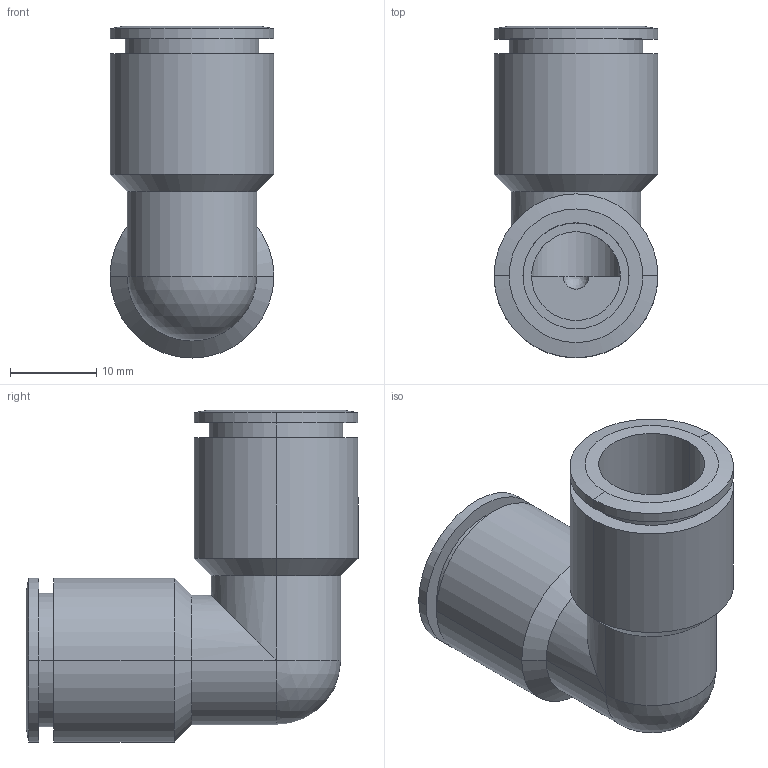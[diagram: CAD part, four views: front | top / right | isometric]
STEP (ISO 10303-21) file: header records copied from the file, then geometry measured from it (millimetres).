
FILE_DESCRIPTION((''),'2;1');
FILE_NAME('041200.stp','2003-05-26T16:46:59',('maffial1'),(''),'Autodesk Inventor (R) 6.0','Autodesk Inventor (R) 6.0','');
FILE_SCHEMA(('AUTOMOTIVE_DESIGN { 1 0 10303 214 1 1 1 1 }'));
Length unit declared in the file: millimetre
Products named in the file (1): 041200
Bounding box: 19 x 38.5 x 38.5 mm (x, y, z)
Volume: 7425.9 mm3; surface area: 6072 mm2
Topology: 1 solids, 1 shells, 44 faces, 92 edges, 54 vertices
Faces by surface type: cylinder 20, cone 8, plane 8, bspline 7, sphere 1
Entity records: 1247 total; most frequent: CARTESIAN_POINT 285, DIRECTION 218, ORIENTED_EDGE 176, AXIS2_PLACEMENT_3D 92, EDGE_CURVE 88, VERTEX_POINT 52, CIRCLE 52, EDGE_LOOP 52
